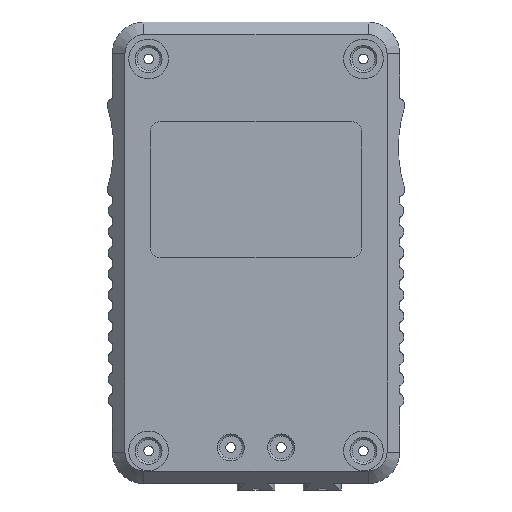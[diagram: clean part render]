
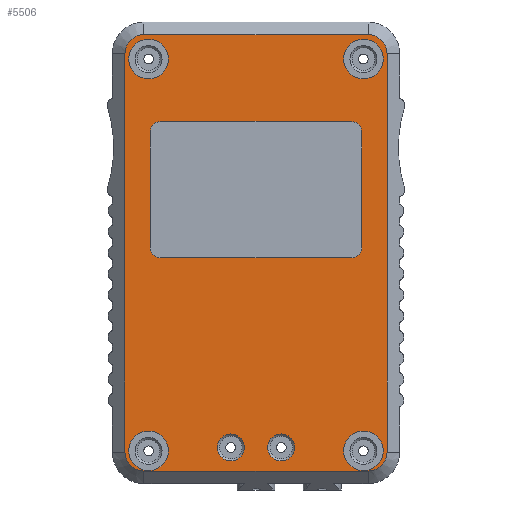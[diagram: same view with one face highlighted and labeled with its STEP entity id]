
A CAD part, front view. The second image highlights one B-rep face of the part: STEP entity #5506.
In plain terms, the highlighted planar face has unit normal (0, -1, 0).
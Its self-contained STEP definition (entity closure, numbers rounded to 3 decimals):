
#81=FACE_BOUND('',#725,.T.);
#82=FACE_BOUND('',#726,.T.);
#83=FACE_BOUND('',#727,.T.);
#84=FACE_BOUND('',#728,.T.);
#85=FACE_BOUND('',#729,.T.);
#86=FACE_BOUND('',#730,.T.);
#87=FACE_BOUND('',#731,.T.);
#400=FACE_OUTER_BOUND('',#724,.T.);
#724=EDGE_LOOP('',(#3964,#3965,#3966,#3967,#3968,#3969,#3970,#3971));
#725=EDGE_LOOP('',(#3972));
#726=EDGE_LOOP('',(#3973));
#727=EDGE_LOOP('',(#3974));
#728=EDGE_LOOP('',(#3975,#3976,#3977,#3978,#3979,#3980,#3981,#3982));
#729=EDGE_LOOP('',(#3983));
#730=EDGE_LOOP('',(#3984));
#731=EDGE_LOOP('',(#3985));
#1085=CIRCLE('',#5923,3.2);
#1087=CIRCLE('',#5926,4.5);
#1088=CIRCLE('',#5927,4.5);
#1089=CIRCLE('',#5928,4.5);
#1090=CIRCLE('',#5929,4.5);
#1091=CIRCLE('',#5930,3.2);
#1092=CIRCLE('',#5931,4.7);
#1093=CIRCLE('',#5932,4.7);
#1094=CIRCLE('',#5933,2.5);
#1095=CIRCLE('',#5934,2.5);
#1096=CIRCLE('',#5935,2.5);
#1097=CIRCLE('',#5936,2.5);
#1098=CIRCLE('',#5937,4.7);
#1099=CIRCLE('',#5938,4.7);
#1219=LINE('',#8060,#1726);
#1351=LINE('',#8909,#1858);
#1352=LINE('',#8913,#1859);
#1353=LINE('',#8916,#1860);
#1354=LINE('',#8927,#1861);
#1355=LINE('',#8931,#1862);
#1356=LINE('',#8935,#1863);
#1357=LINE('',#8938,#1864);
#1726=VECTOR('',#6376,10.);
#1858=VECTOR('',#6814,10.);
#1859=VECTOR('',#6817,10.);
#1860=VECTOR('',#6820,10.);
#1861=VECTOR('',#6829,10.);
#1862=VECTOR('',#6832,10.);
#1863=VECTOR('',#6835,10.);
#1864=VECTOR('',#6838,10.);
#2238=VERTEX_POINT('',#8058);
#2239=VERTEX_POINT('',#8059);
#2420=VERTEX_POINT('',#8898);
#2422=VERTEX_POINT('',#8904);
#2423=VERTEX_POINT('',#8906);
#2424=VERTEX_POINT('',#8908);
#2425=VERTEX_POINT('',#8910);
#2426=VERTEX_POINT('',#8912);
#2427=VERTEX_POINT('',#8914);
#2428=VERTEX_POINT('',#8917);
#2429=VERTEX_POINT('',#8919);
#2430=VERTEX_POINT('',#8921);
#2431=VERTEX_POINT('',#8923);
#2432=VERTEX_POINT('',#8924);
#2433=VERTEX_POINT('',#8926);
#2434=VERTEX_POINT('',#8928);
#2435=VERTEX_POINT('',#8930);
#2436=VERTEX_POINT('',#8932);
#2437=VERTEX_POINT('',#8934);
#2438=VERTEX_POINT('',#8936);
#2439=VERTEX_POINT('',#8939);
#2440=VERTEX_POINT('',#8941);
#2779=EDGE_CURVE('',#2238,#2239,#1219,.T.);
#3020=EDGE_CURVE('',#2420,#2420,#1085,.T.);
#3023=EDGE_CURVE('',#2239,#2422,#1087,.T.);
#3024=EDGE_CURVE('',#2423,#2238,#1088,.T.);
#3025=EDGE_CURVE('',#2424,#2423,#1351,.T.);
#3026=EDGE_CURVE('',#2425,#2424,#1089,.T.);
#3027=EDGE_CURVE('',#2426,#2425,#1352,.T.);
#3028=EDGE_CURVE('',#2427,#2426,#1090,.T.);
#3029=EDGE_CURVE('',#2422,#2427,#1353,.T.);
#3030=EDGE_CURVE('',#2428,#2428,#1091,.T.);
#3031=EDGE_CURVE('',#2429,#2429,#1092,.T.);
#3032=EDGE_CURVE('',#2430,#2430,#1093,.T.);
#3033=EDGE_CURVE('',#2431,#2432,#1094,.T.);
#3034=EDGE_CURVE('',#2432,#2433,#1354,.T.);
#3035=EDGE_CURVE('',#2433,#2434,#1095,.T.);
#3036=EDGE_CURVE('',#2434,#2435,#1355,.T.);
#3037=EDGE_CURVE('',#2435,#2436,#1096,.T.);
#3038=EDGE_CURVE('',#2436,#2437,#1356,.T.);
#3039=EDGE_CURVE('',#2437,#2438,#1097,.T.);
#3040=EDGE_CURVE('',#2438,#2431,#1357,.T.);
#3041=EDGE_CURVE('',#2439,#2439,#1098,.T.);
#3042=EDGE_CURVE('',#2440,#2440,#1099,.T.);
#3964=ORIENTED_EDGE('',*,*,#3023,.F.);
#3965=ORIENTED_EDGE('',*,*,#2779,.F.);
#3966=ORIENTED_EDGE('',*,*,#3024,.F.);
#3967=ORIENTED_EDGE('',*,*,#3025,.F.);
#3968=ORIENTED_EDGE('',*,*,#3026,.F.);
#3969=ORIENTED_EDGE('',*,*,#3027,.F.);
#3970=ORIENTED_EDGE('',*,*,#3028,.F.);
#3971=ORIENTED_EDGE('',*,*,#3029,.F.);
#3972=ORIENTED_EDGE('',*,*,#3030,.F.);
#3973=ORIENTED_EDGE('',*,*,#3031,.T.);
#3974=ORIENTED_EDGE('',*,*,#3032,.T.);
#3975=ORIENTED_EDGE('',*,*,#3033,.T.);
#3976=ORIENTED_EDGE('',*,*,#3034,.T.);
#3977=ORIENTED_EDGE('',*,*,#3035,.T.);
#3978=ORIENTED_EDGE('',*,*,#3036,.T.);
#3979=ORIENTED_EDGE('',*,*,#3037,.T.);
#3980=ORIENTED_EDGE('',*,*,#3038,.T.);
#3981=ORIENTED_EDGE('',*,*,#3039,.T.);
#3982=ORIENTED_EDGE('',*,*,#3040,.T.);
#3983=ORIENTED_EDGE('',*,*,#3041,.T.);
#3984=ORIENTED_EDGE('',*,*,#3042,.T.);
#3985=ORIENTED_EDGE('',*,*,#3020,.F.);
#5293=PLANE('',#5925);
#5506=ADVANCED_FACE('',(#400,#81,#82,#83,#84,#85,#86,#87),#5293,.F.);
#5923=AXIS2_PLACEMENT_3D('',#8899,#6803,#6804);
#5925=AXIS2_PLACEMENT_3D('',#8903,#6808,#6809);
#5926=AXIS2_PLACEMENT_3D('',#8905,#6810,#6811);
#5927=AXIS2_PLACEMENT_3D('',#8907,#6812,#6813);
#5928=AXIS2_PLACEMENT_3D('',#8911,#6815,#6816);
#5929=AXIS2_PLACEMENT_3D('',#8915,#6818,#6819);
#5930=AXIS2_PLACEMENT_3D('',#8918,#6821,#6822);
#5931=AXIS2_PLACEMENT_3D('',#8920,#6823,#6824);
#5932=AXIS2_PLACEMENT_3D('',#8922,#6825,#6826);
#5933=AXIS2_PLACEMENT_3D('',#8925,#6827,#6828);
#5934=AXIS2_PLACEMENT_3D('',#8929,#6830,#6831);
#5935=AXIS2_PLACEMENT_3D('',#8933,#6833,#6834);
#5936=AXIS2_PLACEMENT_3D('',#8937,#6836,#6837);
#5937=AXIS2_PLACEMENT_3D('',#8940,#6839,#6840);
#5938=AXIS2_PLACEMENT_3D('',#8942,#6841,#6842);
#6376=DIRECTION('',(-1.,0.,0.));
#6803=DIRECTION('center_axis',(0.,-1.,0.));
#6804=DIRECTION('ref_axis',(1.,0.,0.));
#6808=DIRECTION('center_axis',(0.,1.,0.));
#6809=DIRECTION('ref_axis',(1.,0.,0.));
#6810=DIRECTION('center_axis',(0.,1.,0.));
#6811=DIRECTION('ref_axis',(0.,0.,-1.));
#6812=DIRECTION('center_axis',(0.,1.,0.));
#6813=DIRECTION('ref_axis',(1.,0.,0.));
#6814=DIRECTION('',(0.,0.,-1.));
#6815=DIRECTION('center_axis',(0.,1.,0.));
#6816=DIRECTION('ref_axis',(0.,0.,1.));
#6817=DIRECTION('',(1.,0.,0.));
#6818=DIRECTION('center_axis',(0.,1.,0.));
#6819=DIRECTION('ref_axis',(-1.,0.,0.));
#6820=DIRECTION('',(0.,0.,1.));
#6821=DIRECTION('center_axis',(0.,-1.,0.));
#6822=DIRECTION('ref_axis',(1.,0.,0.));
#6823=DIRECTION('center_axis',(0.,1.,0.));
#6824=DIRECTION('ref_axis',(1.,0.,0.));
#6825=DIRECTION('center_axis',(0.,1.,0.));
#6826=DIRECTION('ref_axis',(1.,0.,0.));
#6827=DIRECTION('center_axis',(0.,1.,0.));
#6828=DIRECTION('ref_axis',(1.,0.,0.));
#6829=DIRECTION('',(0.,0.,-1.));
#6830=DIRECTION('center_axis',(0.,1.,0.));
#6831=DIRECTION('ref_axis',(0.,0.,-1.));
#6832=DIRECTION('',(-1.,0.,0.));
#6833=DIRECTION('center_axis',(0.,1.,0.));
#6834=DIRECTION('ref_axis',(-1.,0.,0.));
#6835=DIRECTION('',(0.,0.,1.));
#6836=DIRECTION('center_axis',(0.,1.,0.));
#6837=DIRECTION('ref_axis',(0.,0.,1.));
#6838=DIRECTION('',(1.,0.,0.));
#6839=DIRECTION('center_axis',(0.,1.,0.));
#6840=DIRECTION('ref_axis',(1.,0.,0.));
#6841=DIRECTION('center_axis',(0.,1.,0.));
#6842=DIRECTION('ref_axis',(1.,0.,0.));
#8058=CARTESIAN_POINT('',(26.6,-16.,-51.8));
#8059=CARTESIAN_POINT('',(-26.6,-16.,-51.8));
#8060=CARTESIAN_POINT('',(-13.3,-16.,-51.8));
#8898=CARTESIAN_POINT('',(-9.2,-16.,-46.2));
#8899=CARTESIAN_POINT('Origin',(-6.,-16.,-46.2));
#8903=CARTESIAN_POINT('Origin',(0.,-16.,0.));
#8904=CARTESIAN_POINT('',(-31.1,-16.,-47.3));
#8905=CARTESIAN_POINT('Origin',(-26.6,-16.,-47.3));
#8906=CARTESIAN_POINT('',(31.1,-16.,-47.3));
#8907=CARTESIAN_POINT('Origin',(26.6,-16.,-47.3));
#8908=CARTESIAN_POINT('',(31.1,-16.,47.3));
#8909=CARTESIAN_POINT('',(31.1,-16.,18.331));
#8910=CARTESIAN_POINT('',(26.6,-16.,51.8));
#8911=CARTESIAN_POINT('Origin',(26.6,-16.,47.3));
#8912=CARTESIAN_POINT('',(-26.6,-16.,51.8));
#8913=CARTESIAN_POINT('',(13.3,-16.,51.8));
#8914=CARTESIAN_POINT('',(-31.1,-16.,47.3));
#8915=CARTESIAN_POINT('Origin',(-26.6,-16.,47.3));
#8916=CARTESIAN_POINT('',(-31.1,-16.,23.65));
#8917=CARTESIAN_POINT('',(2.8,-16.,-46.2));
#8918=CARTESIAN_POINT('Origin',(6.,-16.,-46.2));
#8919=CARTESIAN_POINT('',(20.8,-16.,46.));
#8920=CARTESIAN_POINT('Origin',(25.5,-16.,46.));
#8921=CARTESIAN_POINT('',(20.8,-16.,-47.));
#8922=CARTESIAN_POINT('Origin',(25.5,-16.,-47.));
#8923=CARTESIAN_POINT('',(22.6,-16.,31.2));
#8924=CARTESIAN_POINT('',(25.1,-16.,28.7));
#8925=CARTESIAN_POINT('Origin',(22.6,-16.,28.7));
#8926=CARTESIAN_POINT('',(25.1,-16.,1.3));
#8927=CARTESIAN_POINT('',(25.1,-16.,14.35));
#8928=CARTESIAN_POINT('',(22.6,-16.,-1.2));
#8929=CARTESIAN_POINT('Origin',(22.6,-16.,1.3));
#8930=CARTESIAN_POINT('',(-22.6,-16.,-1.2));
#8931=CARTESIAN_POINT('',(11.3,-16.,-1.2));
#8932=CARTESIAN_POINT('',(-25.1,-16.,1.3));
#8933=CARTESIAN_POINT('Origin',(-22.6,-16.,1.3));
#8934=CARTESIAN_POINT('',(-25.1,-16.,28.7));
#8935=CARTESIAN_POINT('',(-25.1,-16.,0.65));
#8936=CARTESIAN_POINT('',(-22.6,-16.,31.2));
#8937=CARTESIAN_POINT('Origin',(-22.6,-16.,28.7));
#8938=CARTESIAN_POINT('',(-11.3,-16.,31.2));
#8939=CARTESIAN_POINT('',(-30.2,-16.,-47.));
#8940=CARTESIAN_POINT('Origin',(-25.5,-16.,-47.));
#8941=CARTESIAN_POINT('',(-30.2,-16.,46.));
#8942=CARTESIAN_POINT('Origin',(-25.5,-16.,46.));
